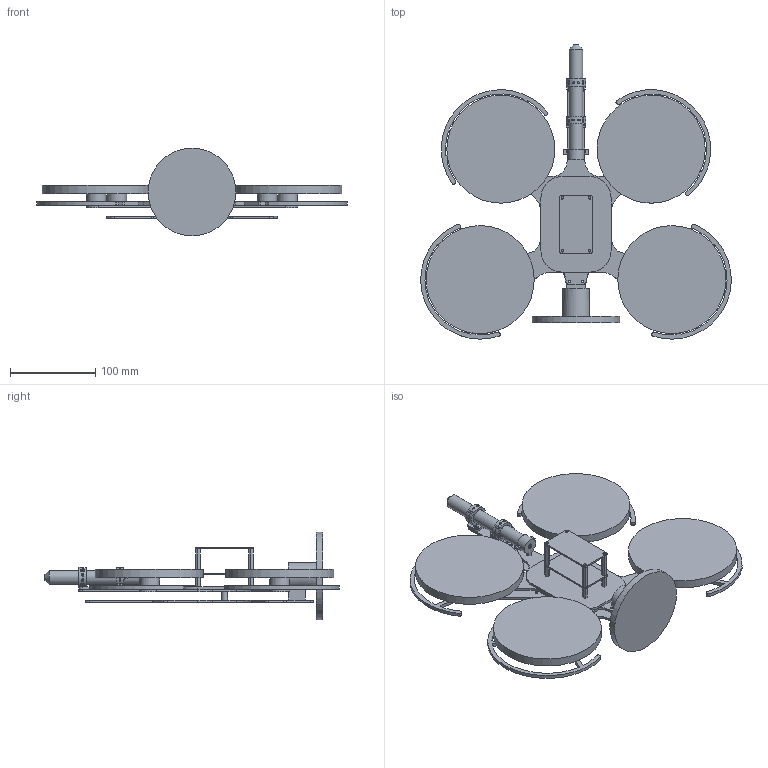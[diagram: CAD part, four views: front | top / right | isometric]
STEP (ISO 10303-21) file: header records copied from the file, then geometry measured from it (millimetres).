
FILE_DESCRIPTION(/* description */ (''),/* implementation_level */ '2;1');
FILE_NAME(/* name */ 'Original_drone.stp',/* time_stamp */ '2022-04-26T10:53:00+12:00',/* author */ ('dell'),/* organization */ (''),/* preprocessor_version */ 'ST-DEVELOPER v18.1',/* originating_system */ 'Autodesk Inventor 2022',/* authorisation */ '');
FILE_SCHEMA (('AUTOMOTIVE_DESIGN { 1 0 10303 214 3 1 1 }'));
Length unit declared in the file: millimetre
Products named in the file (15): Original_drone; Top_plate_1.8mm; Spacer_28.8mm; Spacer_14mm; Middle_plate; Spacer_10mm; Main_blade; Back_blade; Bottom_frame; Top_frame; Pen; Penholder_V2_front; Penholder_V2_back; Pen_cap_V2; Rotor_guard_universal
Assembly tree (27 placements, depth 2):
  Original_drone
    Top_plate_1.8mm  x2
    Spacer_28.8mm  x4
    Spacer_14mm  x4
    Middle_plate
    Spacer_10mm
    Main_blade  x4
    Back_blade
    Bottom_frame
    Top_frame
    Pen
    Penholder_V2_front
    Penholder_V2_back
    Pen_cap_V2
    Rotor_guard_universal  x4
Bounding box: 365.16 x 346.09 x 103 mm (x, y, z)
Volume: 802970.2 mm3; surface area: 285248.2 mm2
Topology: 27 solids, 27 shells, 589 faces, 1613 edges, 1079 vertices
Faces by surface type: plane 313, cylinder 258, bspline 16, cone 1, torus 1
Full cylindrical faces by diameter (mm): 1.6 x4, 1.7 x16, 2 x16, 3 x28, 3.6 x12, 6 x1, 7.4 x1, 8 x4, 16 x1, 16.5 x1, 17 x1, 17.5 x1, 19 x1, 23 x4, 31.5 x1, 103 x1, 127 x4
Entity records: 16195 total; most frequent: CARTESIAN_POINT 3782, DIRECTION 2514, ORIENTED_EDGE 2344, EDGE_CURVE 1172, AXIS2_PLACEMENT_3D 915, VERTEX_POINT 785, LINE 684, VECTOR 684
